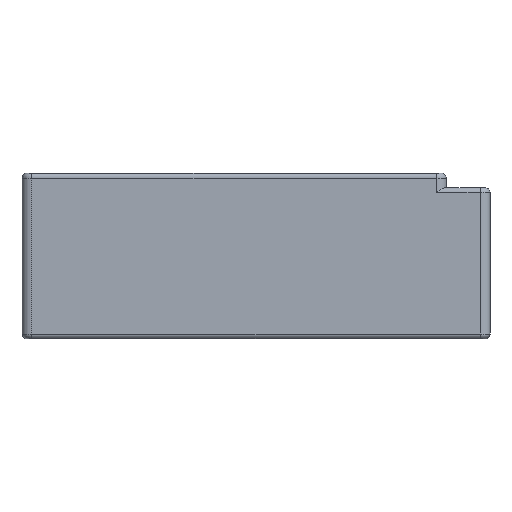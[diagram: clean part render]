
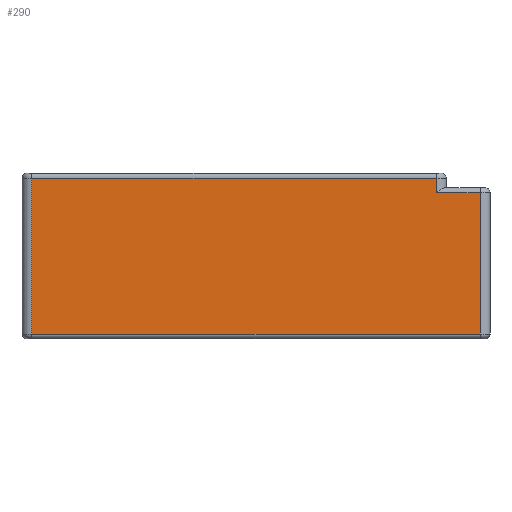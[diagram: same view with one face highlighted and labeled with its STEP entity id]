
A CAD part, left-side view. The second image highlights one B-rep face of the part: STEP entity #290.
In plain terms, the highlighted planar face has unit normal (-1, 0, 0).
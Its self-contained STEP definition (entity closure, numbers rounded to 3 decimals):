
#81 = ORIENTED_EDGE ( 'NONE', *, *, #1741, .T. ) ;
#149 = DIRECTION ( 'NONE',  ( 0., 0., 1. ) ) ;
#290 = ADVANCED_FACE ( 'NONE', ( #1069 ), #1291, .F. ) ;
#368 = VECTOR ( 'NONE', #3050, 1000. ) ;
#375 = VECTOR ( 'NONE', #1616, 1000. ) ;
#423 = CARTESIAN_POINT ( 'NONE',  ( -54.5, -45., 30. ) ) ;
#424 = ORIENTED_EDGE ( 'NONE', *, *, #2474, .T. ) ;
#499 = EDGE_CURVE ( 'NONE', #3350, #1154, #3190, .T. ) ;
#560 = VECTOR ( 'NONE', #149, 1000. ) ;
#877 = VECTOR ( 'NONE', #2709, 1000. ) ;
#1017 = CARTESIAN_POINT ( 'NONE',  ( -54.5, -45., 29. ) ) ;
#1069 = FACE_OUTER_BOUND ( 'NONE', #3866, .T. ) ;
#1154 = VERTEX_POINT ( 'NONE', #2086 ) ;
#1291 = PLANE ( 'NONE',  #2998 ) ;
#1293 = LINE ( 'NONE', #3697, #2165 ) ;
#1299 = CARTESIAN_POINT ( 'NONE',  ( -54.5, 47., 30. ) ) ;
#1323 = LINE ( 'NONE', #423, #368 ) ;
#1562 = ORIENTED_EDGE ( 'NONE', *, *, #499, .T. ) ;
#1616 = DIRECTION ( 'NONE',  ( 0., 0., -1. ) ) ;
#1697 = DIRECTION ( 'NONE',  ( 0., 1., 0. ) ) ;
#1741 = EDGE_CURVE ( 'NONE', #2883, #3434, #1323, .T. ) ;
#1936 = ORIENTED_EDGE ( 'NONE', *, *, #2103, .T. ) ;
#1938 = DIRECTION ( 'NONE',  ( 0., 1., 0. ) ) ;
#1973 = VECTOR ( 'NONE', #1697, 1000. ) ;
#2039 = CARTESIAN_POINT ( 'NONE',  ( -54.5, -45., 0. ) ) ;
#2083 = CARTESIAN_POINT ( 'NONE',  ( -54.5, 47., 32. ) ) ;
#2086 = CARTESIAN_POINT ( 'NONE',  ( -54.5, -36., 32. ) ) ;
#2103 = EDGE_CURVE ( 'NONE', #3434, #3350, #3830, .T. ) ;
#2165 = VECTOR ( 'NONE', #2372, 1000. ) ;
#2188 = VERTEX_POINT ( 'NONE', #2083 ) ;
#2343 = ORIENTED_EDGE ( 'NONE', *, *, #3516, .T. ) ;
#2362 = CARTESIAN_POINT ( 'NONE',  ( -54.5, 47., 29. ) ) ;
#2372 = DIRECTION ( 'NONE',  ( 0., -1., 0. ) ) ;
#2474 = EDGE_CURVE ( 'NONE', #3218, #2883, #1293, .T. ) ;
#2709 = DIRECTION ( 'NONE',  ( 0., 1., 0. ) ) ;
#2853 = LINE ( 'NONE', #3701, #877 ) ;
#2883 = VERTEX_POINT ( 'NONE', #2039 ) ;
#2899 = CARTESIAN_POINT ( 'NONE',  ( -54.5, 47., 0. ) ) ;
#2993 = LINE ( 'NONE', #1299, #375 ) ;
#2998 = AXIS2_PLACEMENT_3D ( 'NONE', #4261, #3928, #1938 ) ;
#3050 = DIRECTION ( 'NONE',  ( 0., 0., 1. ) ) ;
#3057 = EDGE_CURVE ( 'NONE', #2188, #3218, #2993, .T. ) ;
#3124 = CARTESIAN_POINT ( 'NONE',  ( -54.5, -36., 30. ) ) ;
#3190 = LINE ( 'NONE', #3124, #560 ) ;
#3218 = VERTEX_POINT ( 'NONE', #2899 ) ;
#3350 = VERTEX_POINT ( 'NONE', #4263 ) ;
#3434 = VERTEX_POINT ( 'NONE', #1017 ) ;
#3516 = EDGE_CURVE ( 'NONE', #1154, #2188, #2853, .T. ) ;
#3697 = CARTESIAN_POINT ( 'NONE',  ( -54.5, -45., 0. ) ) ;
#3701 = CARTESIAN_POINT ( 'NONE',  ( -54.5, 47., 32. ) ) ;
#3797 = ORIENTED_EDGE ( 'NONE', *, *, #3057, .T. ) ;
#3830 = LINE ( 'NONE', #2362, #1973 ) ;
#3866 = EDGE_LOOP ( 'NONE', ( #3797, #424, #81, #1936, #1562, #2343 ) ) ;
#3928 = DIRECTION ( 'NONE',  ( 1., 0., 0. ) ) ;
#4261 = CARTESIAN_POINT ( 'NONE',  ( -54.5, 47., 30. ) ) ;
#4263 = CARTESIAN_POINT ( 'NONE',  ( -54.5, -36., 29. ) ) ;
